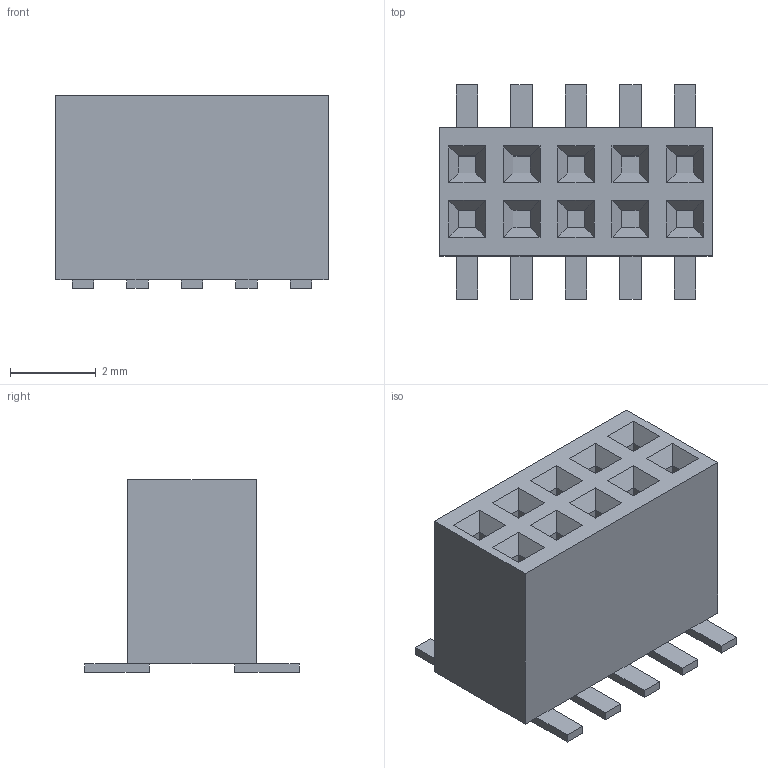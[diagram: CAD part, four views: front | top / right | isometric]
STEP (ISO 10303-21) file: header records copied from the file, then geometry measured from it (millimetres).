
FILE_DESCRIPTION (( 'STEP AP214' ), '1' );
FILE_NAME ('E2CD121E-E41E-48CA-B19B-1ACD8E9533B3.STEP', '2022-12-21T15:06:19', ( '' ), ( '' ), 'SwSTEP 2.0', 'SolidWorks 2022', '' );
FILE_SCHEMA (( 'AUTOMOTIVE_DESIGN' ));
Length unit declared in the file: millimetre
Products named in the file (1): E2CD121E-E41E-48CA-B19B-1ACD8E9533B3
Bounding box: 6.35 x 5 x 4.5 mm (x, y, z)
Volume: 77 mm3; surface area: 190.3 mm2
Topology: 1 solids, 1 shells, 156 faces, 372 edges, 228 vertices
Faces by surface type: plane 156
Entity records: 6086 total; most frequent: CARTESIAN_POINT 757, ORIENTED_EDGE 744, DIRECTION 686, LINE 372, EDGE_CURVE 372, VECTOR 372, VERTEX_POINT 228, EDGE_LOOP 166
